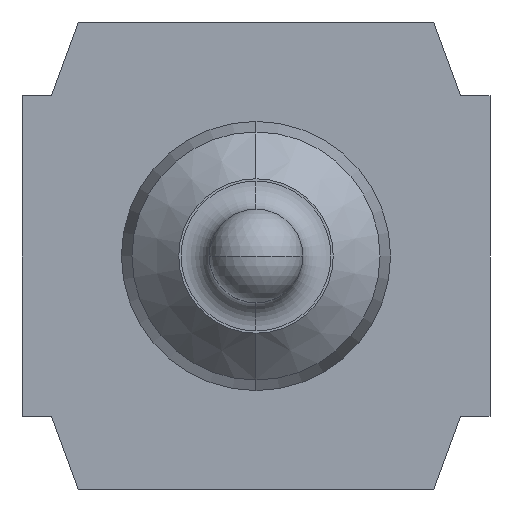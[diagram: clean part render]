
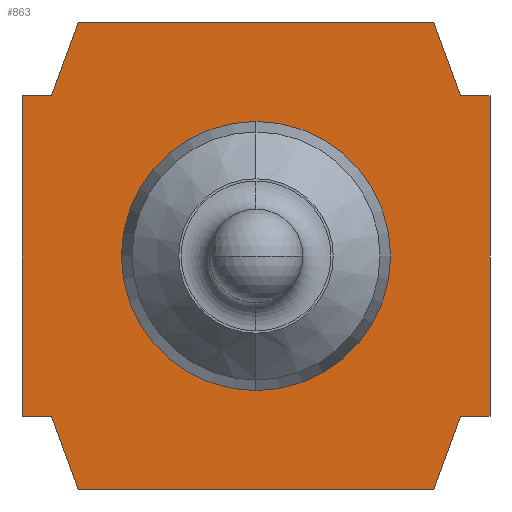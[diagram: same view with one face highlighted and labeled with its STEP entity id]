
A CAD part, front view. The second image highlights one B-rep face of the part: STEP entity #863.
In plain terms, the highlighted planar face has unit normal (0, -1, 0).
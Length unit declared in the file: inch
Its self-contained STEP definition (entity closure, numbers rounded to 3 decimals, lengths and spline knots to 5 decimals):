
#10 = VECTOR ( 'NONE', #1349, 39.37008 ) ;
#31 = CARTESIAN_POINT ( 'NONE',  ( 0., -0.11, -0.1 ) ) ;
#41 = DIRECTION ( 'NONE',  ( 0., 0., -1. ) ) ;
#42 = ORIENTED_EDGE ( 'NONE', *, *, #204, .T. ) ;
#44 = LINE ( 'NONE', #891, #10 ) ;
#48 = LINE ( 'NONE', #369, #822 ) ;
#50 = VECTOR ( 'NONE', #65, 39.37008 ) ;
#65 = DIRECTION ( 'NONE',  ( -1., 0., 0. ) ) ;
#75 = VERTEX_POINT ( 'NONE', #31 ) ;
#86 = CARTESIAN_POINT ( 'NONE',  ( 0.03797, -0.11, -0.02125 ) ) ;
#87 = VERTEX_POINT ( 'NONE', #1018 ) ;
#107 = VERTEX_POINT ( 'NONE', #1033 ) ;
#120 = ORIENTED_EDGE ( 'NONE', *, *, #925, .T. ) ;
#126 = VECTOR ( 'NONE', #333, 39.37008 ) ;
#131 = EDGE_CURVE ( 'NONE', #334, #627, #44, .T. ) ;
#148 = EDGE_CURVE ( 'NONE', #75, #87, #1357, .T. ) ;
#171 = VECTOR ( 'NONE', #520, 39.37008 ) ;
#182 = CARTESIAN_POINT ( 'NONE',  ( 0.08797, -0.11, -0.01575 ) ) ;
#192 = ORIENTED_EDGE ( 'NONE', *, *, #131, .F. ) ;
#196 = DIRECTION ( 'NONE',  ( 0.342, 0., -0.94 ) ) ;
#200 = VERTEX_POINT ( 'NONE', #547 ) ;
#204 = EDGE_CURVE ( 'NONE', #474, #594, #1361, .T. ) ;
#214 = VECTOR ( 'NONE', #790, 39.37008 ) ;
#221 = EDGE_CURVE ( 'NONE', #732, #903, #431, .T. ) ;
#224 = CARTESIAN_POINT ( 'NONE',  ( 0.08797, -0.11, -0.08425 ) ) ;
#238 = CARTESIAN_POINT ( 'NONE',  ( 0.08797, -0.11, -0.01575 ) ) ;
#241 = CARTESIAN_POINT ( 'NONE',  ( 0.03797, -0.11, -0.05 ) ) ;
#243 = ORIENTED_EDGE ( 'NONE', *, *, #974, .F. ) ;
#250 = EDGE_CURVE ( 'NONE', #200, #279, #765, .T. ) ;
#253 = CARTESIAN_POINT ( 'NONE',  ( 0.03797, -0.11, -0.05 ) ) ;
#254 = ORIENTED_EDGE ( 'NONE', *, *, #460, .F. ) ;
#263 = DIRECTION ( 'NONE',  ( 0., 1., 0. ) ) ;
#269 = LINE ( 'NONE', #1044, #1151 ) ;
#276 = CARTESIAN_POINT ( 'NONE',  ( 0., -0.11, 0. ) ) ;
#279 = VERTEX_POINT ( 'NONE', #1116 ) ;
#298 = DIRECTION ( 'NONE',  ( 0.342, 0., 0.94 ) ) ;
#333 = DIRECTION ( 'NONE',  ( -0.342, 0., -0.94 ) ) ;
#334 = VERTEX_POINT ( 'NONE', #905 ) ;
#345 = CARTESIAN_POINT ( 'NONE',  ( 0., -0.11, -0.1 ) ) ;
#347 = FACE_OUTER_BOUND ( 'NONE', #1201, .T. ) ;
#363 = DIRECTION ( 'NONE',  ( -0.342, 0., 0.94 ) ) ;
#369 = CARTESIAN_POINT ( 'NONE',  ( -0.01203, -0.11, -0.08425 ) ) ;
#393 = DIRECTION ( 'NONE',  ( 0., 0., 1. ) ) ;
#431 = LINE ( 'NONE', #1211, #771 ) ;
#460 = EDGE_CURVE ( 'NONE', #87, #882, #48, .T. ) ;
#464 = ORIENTED_EDGE ( 'NONE', *, *, #250, .F. ) ;
#470 = PLANE ( 'NONE',  #811 ) ;
#474 = VERTEX_POINT ( 'NONE', #86 ) ;
#490 = CARTESIAN_POINT ( 'NONE',  ( 0.07593, -0.11, 0. ) ) ;
#491 = ORIENTED_EDGE ( 'NONE', *, *, #1330, .F. ) ;
#500 = EDGE_CURVE ( 'NONE', #903, #572, #1177, .T. ) ;
#520 = DIRECTION ( 'NONE',  ( 0., 0., -1. ) ) ;
#525 = CARTESIAN_POINT ( 'NONE',  ( 0.07593, -0.11, -0.1 ) ) ;
#533 = DIRECTION ( 'NONE',  ( 0., 1., 0. ) ) ;
#538 = ORIENTED_EDGE ( 'NONE', *, *, #743, .F. ) ;
#545 = CARTESIAN_POINT ( 'NONE',  ( 0.08797, -0.11, -0.08425 ) ) ;
#547 = CARTESIAN_POINT ( 'NONE',  ( 0.08797, -0.11, -0.08425 ) ) ;
#572 = VERTEX_POINT ( 'NONE', #730 ) ;
#584 = AXIS2_PLACEMENT_3D ( 'NONE', #253, #263, #680 ) ;
#594 = VERTEX_POINT ( 'NONE', #850 ) ;
#627 = VERTEX_POINT ( 'NONE', #1215 ) ;
#650 = ORIENTED_EDGE ( 'NONE', *, *, #666, .F. ) ;
#666 = EDGE_CURVE ( 'NONE', #279, #107, #997, .T. ) ;
#680 = DIRECTION ( 'NONE',  ( 0., 0., 1. ) ) ;
#716 = ORIENTED_EDGE ( 'NONE', *, *, #221, .F. ) ;
#730 = CARTESIAN_POINT ( 'NONE',  ( 0.08167, -0.11, -0.01575 ) ) ;
#732 = VERTEX_POINT ( 'NONE', #763 ) ;
#743 = EDGE_CURVE ( 'NONE', #1346, #200, #1104, .T. ) ;
#759 = DIRECTION ( 'NONE',  ( -1., 0., 0. ) ) ;
#763 = CARTESIAN_POINT ( 'NONE',  ( 0., -0.11, 0. ) ) ;
#765 = LINE ( 'NONE', #224, #1292 ) ;
#771 = VECTOR ( 'NONE', #875, 39.37008 ) ;
#785 = EDGE_LOOP ( 'NONE', ( #42, #120 ) ) ;
#790 = DIRECTION ( 'NONE',  ( 1., 0., 0. ) ) ;
#811 = AXIS2_PLACEMENT_3D ( 'NONE', #1126, #1367, #41 ) ;
#822 = VECTOR ( 'NONE', #1399, 39.37008 ) ;
#850 = CARTESIAN_POINT ( 'NONE',  ( 0.03797, -0.11, -0.07875 ) ) ;
#863 = ADVANCED_FACE ( 'NONE', ( #1004, #347 ), #470, .T. ) ;
#866 = VECTOR ( 'NONE', #298, 39.37008 ) ;
#875 = DIRECTION ( 'NONE',  ( 1., 0., 0. ) ) ;
#882 = VERTEX_POINT ( 'NONE', #1233 ) ;
#891 = CARTESIAN_POINT ( 'NONE',  ( -0.01203, -0.11, -0.01575 ) ) ;
#903 = VERTEX_POINT ( 'NONE', #1013 ) ;
#905 = CARTESIAN_POINT ( 'NONE',  ( -0.01203, -0.11, -0.01575 ) ) ;
#923 = AXIS2_PLACEMENT_3D ( 'NONE', #241, #533, #985 ) ;
#925 = EDGE_CURVE ( 'NONE', #594, #474, #1007, .T. ) ;
#974 = EDGE_CURVE ( 'NONE', #882, #334, #269, .T. ) ;
#985 = DIRECTION ( 'NONE',  ( 0., 0., 1. ) ) ;
#990 = VECTOR ( 'NONE', #196, 39.37008 ) ;
#997 = LINE ( 'NONE', #525, #126 ) ;
#1004 = FACE_BOUND ( 'NONE', #785, .T. ) ;
#1007 = CIRCLE ( 'NONE', #584, 0.02875 ) ;
#1013 = CARTESIAN_POINT ( 'NONE',  ( 0.07593, -0.11, 0. ) ) ;
#1018 = CARTESIAN_POINT ( 'NONE',  ( -0.00573, -0.11, -0.08425 ) ) ;
#1021 = EDGE_CURVE ( 'NONE', #627, #732, #1289, .T. ) ;
#1033 = CARTESIAN_POINT ( 'NONE',  ( 0.07593, -0.11, -0.1 ) ) ;
#1044 = CARTESIAN_POINT ( 'NONE',  ( -0.01203, -0.11, -0.08425 ) ) ;
#1056 = LINE ( 'NONE', #1267, #50 ) ;
#1072 = ORIENTED_EDGE ( 'NONE', *, *, #1021, .F. ) ;
#1094 = ORIENTED_EDGE ( 'NONE', *, *, #1248, .F. ) ;
#1104 = LINE ( 'NONE', #545, #171 ) ;
#1116 = CARTESIAN_POINT ( 'NONE',  ( 0.08167, -0.11, -0.08425 ) ) ;
#1126 = CARTESIAN_POINT ( 'NONE',  ( 0., -0.11, -0.1 ) ) ;
#1151 = VECTOR ( 'NONE', #393, 39.37008 ) ;
#1171 = ORIENTED_EDGE ( 'NONE', *, *, #148, .F. ) ;
#1177 = LINE ( 'NONE', #490, #990 ) ;
#1201 = EDGE_LOOP ( 'NONE', ( #1171, #491, #650, #464, #538, #1094, #1374, #716, #1072, #192, #243, #254 ) ) ;
#1211 = CARTESIAN_POINT ( 'NONE',  ( 0., -0.11, 0. ) ) ;
#1215 = CARTESIAN_POINT ( 'NONE',  ( -0.00573, -0.11, -0.01575 ) ) ;
#1223 = LINE ( 'NONE', #238, #214 ) ;
#1233 = CARTESIAN_POINT ( 'NONE',  ( -0.01203, -0.11, -0.08425 ) ) ;
#1248 = EDGE_CURVE ( 'NONE', #572, #1346, #1223, .T. ) ;
#1267 = CARTESIAN_POINT ( 'NONE',  ( 0.07593, -0.11, -0.1 ) ) ;
#1289 = LINE ( 'NONE', #276, #866 ) ;
#1292 = VECTOR ( 'NONE', #759, 39.37008 ) ;
#1330 = EDGE_CURVE ( 'NONE', #107, #75, #1056, .T. ) ;
#1346 = VERTEX_POINT ( 'NONE', #182 ) ;
#1349 = DIRECTION ( 'NONE',  ( 1., 0., 0. ) ) ;
#1357 = LINE ( 'NONE', #345, #1381 ) ;
#1361 = CIRCLE ( 'NONE', #923, 0.02875 ) ;
#1367 = DIRECTION ( 'NONE',  ( 0., -1., 0. ) ) ;
#1374 = ORIENTED_EDGE ( 'NONE', *, *, #500, .F. ) ;
#1381 = VECTOR ( 'NONE', #363, 39.37008 ) ;
#1399 = DIRECTION ( 'NONE',  ( -1., 0., 0. ) ) ;
